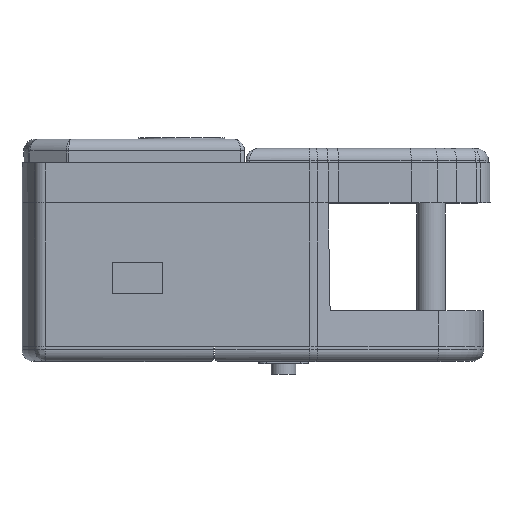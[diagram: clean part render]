
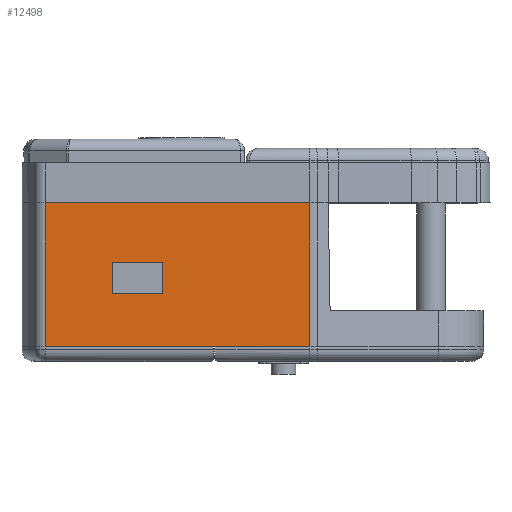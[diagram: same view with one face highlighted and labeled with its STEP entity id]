
A CAD part, top view. The second image highlights one B-rep face of the part: STEP entity #12498.
In plain terms, the highlighted planar face has unit normal (0, 0, 1).
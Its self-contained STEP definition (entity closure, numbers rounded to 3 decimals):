
#174 = EDGE_CURVE ( 'NONE', #2236, #4434, #14619, .T. ) ;
#382 = EDGE_CURVE ( 'NONE', #8644, #12926, #6666, .T. ) ;
#632 = DIRECTION ( 'NONE',  ( 1., 0., 0. ) ) ;
#860 = VECTOR ( 'NONE', #14864, 1000. ) ;
#894 = ORIENTED_EDGE ( 'NONE', *, *, #6198, .F. ) ;
#1024 = DIRECTION ( 'NONE',  ( 0., -1., 0. ) ) ;
#1070 = CARTESIAN_POINT ( 'NONE',  ( -99.016, 536.054, -77.972 ) ) ;
#1645 = VECTOR ( 'NONE', #2695, 1000. ) ;
#1678 = CARTESIAN_POINT ( 'NONE',  ( -99.016, 616.378, -77.972 ) ) ;
#1772 = VECTOR ( 'NONE', #1024, 1000. ) ;
#2236 = VERTEX_POINT ( 'NONE', #14238 ) ;
#2303 = ORIENTED_EDGE ( 'NONE', *, *, #2671, .F. ) ;
#2468 = VECTOR ( 'NONE', #13554, 1000. ) ;
#2671 = EDGE_CURVE ( 'NONE', #12926, #5426, #11223, .T. ) ;
#2695 = DIRECTION ( 'NONE',  ( -1., 0., 0. ) ) ;
#3079 = EDGE_CURVE ( 'NONE', #12218, #8644, #8835, .T. ) ;
#3117 = ORIENTED_EDGE ( 'NONE', *, *, #174, .F. ) ;
#3423 = VERTEX_POINT ( 'NONE', #15016 ) ;
#4125 = DIRECTION ( 'NONE',  ( 0., -1., 0. ) ) ;
#4250 = VECTOR ( 'NONE', #4125, 1000. ) ;
#4434 = VERTEX_POINT ( 'NONE', #12311 ) ;
#4640 = PLANE ( 'NONE',  #13561 ) ;
#5036 = LINE ( 'NONE', #14859, #2468 ) ;
#5426 = VERTEX_POINT ( 'NONE', #15873 ) ;
#5498 = CARTESIAN_POINT ( 'NONE',  ( -39.746, 536.054, -77.972 ) ) ;
#6198 = EDGE_CURVE ( 'NONE', #10282, #3423, #11854, .T. ) ;
#6237 = VECTOR ( 'NONE', #14285, 1000. ) ;
#6666 = LINE ( 'NONE', #13950, #4250 ) ;
#6756 = ORIENTED_EDGE ( 'NONE', *, *, #3079, .F. ) ;
#8326 = VECTOR ( 'NONE', #632, 1000. ) ;
#8644 = VERTEX_POINT ( 'NONE', #12279 ) ;
#8835 = LINE ( 'NONE', #13828, #1645 ) ;
#9300 = LINE ( 'NONE', #11930, #6237 ) ;
#9875 = CARTESIAN_POINT ( 'NONE',  ( -99.016, 489.696, -77.972 ) ) ;
#9958 = ORIENTED_EDGE ( 'NONE', *, *, #14894, .F. ) ;
#10282 = VERTEX_POINT ( 'NONE', #1678 ) ;
#10692 = EDGE_CURVE ( 'NONE', #3423, #2236, #11010, .T. ) ;
#10868 = CARTESIAN_POINT ( 'NONE',  ( 4.383, 563.991, -77.972 ) ) ;
#11010 = LINE ( 'NONE', #14522, #1772 ) ;
#11090 = VECTOR ( 'NONE', #11138, 1000. ) ;
#11138 = DIRECTION ( 'NONE',  ( 1., 0., 0. ) ) ;
#11223 = LINE ( 'NONE', #1070, #11090 ) ;
#11854 = LINE ( 'NONE', #15448, #8326 ) ;
#11930 = CARTESIAN_POINT ( 'NONE',  ( -99.016, 489.696, -77.972 ) ) ;
#12174 = DIRECTION ( 'NONE',  ( 0., 0., -1. ) ) ;
#12218 = VERTEX_POINT ( 'NONE', #10868 ) ;
#12257 = CARTESIAN_POINT ( 'NONE',  ( -99.016, 489.696, -77.972 ) ) ;
#12259 = EDGE_CURVE ( 'NONE', #4434, #10282, #9300, .T. ) ;
#12279 = CARTESIAN_POINT ( 'NONE',  ( -39.746, 563.991, -77.972 ) ) ;
#12311 = CARTESIAN_POINT ( 'NONE',  ( -99.016, 489.696, -77.972 ) ) ;
#12365 = EDGE_LOOP ( 'NONE', ( #9958, #2303, #15904, #6756 ) ) ;
#12423 = FACE_OUTER_BOUND ( 'NONE', #15246, .T. ) ;
#12458 = ORIENTED_EDGE ( 'NONE', *, *, #12259, .F. ) ;
#12498 = ADVANCED_FACE ( 'NONE', ( #12423, #13562 ), #4640, .F. ) ;
#12926 = VERTEX_POINT ( 'NONE', #5498 ) ;
#13393 = DIRECTION ( 'NONE',  ( 0., 1., 0. ) ) ;
#13554 = DIRECTION ( 'NONE',  ( 0., 1., 0. ) ) ;
#13561 = AXIS2_PLACEMENT_3D ( 'NONE', #12257, #12174, #13393 ) ;
#13562 = FACE_BOUND ( 'NONE', #12365, .T. ) ;
#13828 = CARTESIAN_POINT ( 'NONE',  ( -99.016, 563.991, -77.972 ) ) ;
#13950 = CARTESIAN_POINT ( 'NONE',  ( -39.746, 489.696, -77.972 ) ) ;
#14238 = CARTESIAN_POINT ( 'NONE',  ( 133.985, 489.696, -77.972 ) ) ;
#14285 = DIRECTION ( 'NONE',  ( 0., 1., 0. ) ) ;
#14522 = CARTESIAN_POINT ( 'NONE',  ( 133.985, 489.696, -77.972 ) ) ;
#14619 = LINE ( 'NONE', #9875, #860 ) ;
#14859 = CARTESIAN_POINT ( 'NONE',  ( 4.383, 489.696, -77.972 ) ) ;
#14864 = DIRECTION ( 'NONE',  ( -1., 0., 0. ) ) ;
#14894 = EDGE_CURVE ( 'NONE', #5426, #12218, #5036, .T. ) ;
#15016 = CARTESIAN_POINT ( 'NONE',  ( 133.985, 616.378, -77.972 ) ) ;
#15246 = EDGE_LOOP ( 'NONE', ( #894, #12458, #3117, #15753 ) ) ;
#15448 = CARTESIAN_POINT ( 'NONE',  ( 210.869, 616.378, -77.972 ) ) ;
#15753 = ORIENTED_EDGE ( 'NONE', *, *, #10692, .F. ) ;
#15873 = CARTESIAN_POINT ( 'NONE',  ( 4.383, 536.054, -77.972 ) ) ;
#15904 = ORIENTED_EDGE ( 'NONE', *, *, #382, .F. ) ;
